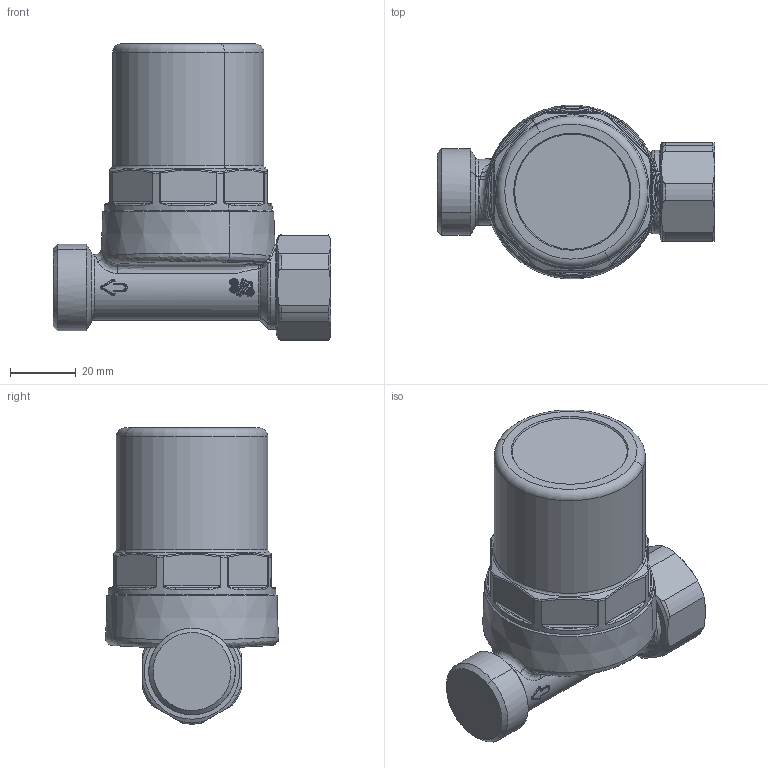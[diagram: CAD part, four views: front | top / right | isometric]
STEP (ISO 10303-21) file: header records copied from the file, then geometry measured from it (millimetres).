
FILE_DESCRIPTION(('CATIA V5 STEP Exchange','CAx-IF Rec.Pracs.--- Model Styling and Organization---1.4--- 2014-01-23','CAx-IF Rec.Pracs.---3D Tessellated Data Validation Properties---0.5---2014-09-14'),'2;1');
FILE_NAME('STEP_525150_-_TST.stp','2020-02-05T08:43:39+00:00',('none'),('none'),'CATIA Version 5-6 Release 2019 SP3','CATIA V5 STEP AP242 v1','none');
FILE_SCHEMA(('AP242_MANAGED_MODEL_BASED_3D_ENGINEERING_MIM_LF {1 0 10303 442 1 1 4}'));
Length unit declared in the file: millimetre
Products named in the file (1): 525150 - TST
Bounding box: 84.3 x 52.71 x 89.97 mm (x, y, z)
Volume: 150026.6 mm3; surface area: 23410.7 mm2
Topology: 2 solids, 3 shells, 731 faces, 1708 edges, 932 vertices
Faces by surface type: bspline 478, cylinder 111, plane 54, torus 40, cone 32, sphere 16
Entity records: 50001 total; most frequent: CARTESIAN_POINT 38104, ORIENTED_EDGE 3292, EDGE_CURVE 1646, B_SPLINE_CURVE_WITH_KNOTS 1202, VERTEX_POINT 932, DIRECTION 820, EDGE_LOOP 746, ADVANCED_FACE 731
